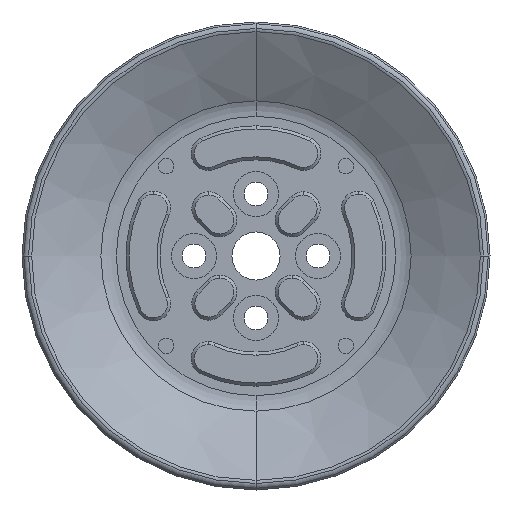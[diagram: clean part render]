
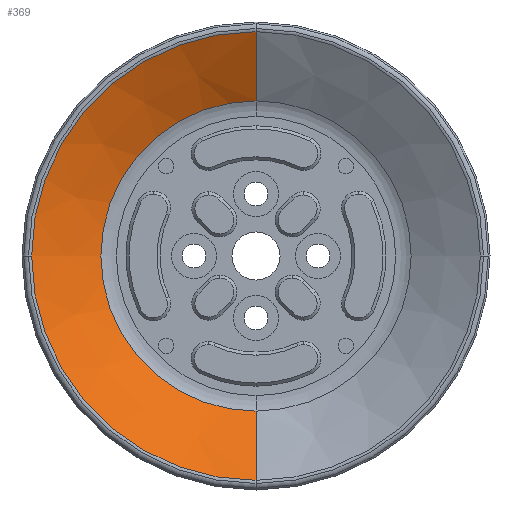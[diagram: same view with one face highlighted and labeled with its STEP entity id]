
A CAD part, front view. The second image highlights one B-rep face of the part: STEP entity #369.
In plain terms, the highlighted conical face has half-angle 60 degrees and reference radius 50.059 mm.
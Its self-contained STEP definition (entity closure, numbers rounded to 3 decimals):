
#369=ADVANCED_FACE('',(#895),#896,.F.);
#895=FACE_OUTER_BOUND('',#1609,.T.);
#896=CONICAL_SURFACE('',#1610,50.059,1.047);
#1609=EDGE_LOOP('',(#7352,#7353,#7354,#7355,#7356));
#1610=AXIS2_PLACEMENT_3D('',#7357,#7358,#7359);
#7352=ORIENTED_EDGE('',*,*,#8961,.T.);
#7353=ORIENTED_EDGE('',*,*,#8962,.T.);
#7354=ORIENTED_EDGE('',*,*,#8963,.F.);
#7355=ORIENTED_EDGE('',*,*,#8964,.F.);
#7356=ORIENTED_EDGE('',*,*,#8965,.F.);
#7357=CARTESIAN_POINT('',(0.0,-17.84,0.0));
#7358=DIRECTION('',(0.0,-1.0,-0.0));
#7359=DIRECTION('',(0.0,0.0,-1.0));
#8961=EDGE_CURVE('',#9944,#9945,#9946,.T.);
#8962=EDGE_CURVE('',#9945,#9947,#9948,.T.);
#8963=EDGE_CURVE('',#9949,#9947,#9950,.T.);
#8964=EDGE_CURVE('',#9548,#9949,#9951,.T.);
#8965=EDGE_CURVE('',#9944,#9548,#9952,.T.);
#9548=VERTEX_POINT('',#10674);
#9944=VERTEX_POINT('',#11726);
#9945=VERTEX_POINT('',#11727);
#9946=CIRCLE('',#11728,50.059);
#9947=VERTEX_POINT('',#11729);
#9948=LINE('',#11730,#11731);
#9949=VERTEX_POINT('',#11732);
#9950=CIRCLE('',#11733,72.389);
#9951=CIRCLE('',#11734,72.389);
#9952=LINE('',#11735,#11736);
#10674=CARTESIAN_POINT('',(0.0,-30.732,-72.389));
#11726=CARTESIAN_POINT('',(0.,-17.84,-50.059));
#11727=CARTESIAN_POINT('',(0.0,-17.84,50.059));
#11728=AXIS2_PLACEMENT_3D('',#14150,#14151,#14152);
#11729=CARTESIAN_POINT('',(0.0,-30.732,72.389));
#11730=CARTESIAN_POINT('',(0.,-17.84,50.059));
#11731=VECTOR('',#14153,1000.0);
#11732=CARTESIAN_POINT('',(-72.389,-30.732,0.0));
#11733=AXIS2_PLACEMENT_3D('',#14154,#14155,#14156);
#11734=AXIS2_PLACEMENT_3D('',#14157,#14158,#14159);
#11735=CARTESIAN_POINT('',(0.0,-17.84,-50.059));
#11736=VECTOR('',#14160,1000.0);
#14150=CARTESIAN_POINT('',(0.0,-17.84,0.0));
#14151=DIRECTION('',(0.0,1.0,0.0));
#14152=DIRECTION('',(0.0,0.0,1.0));
#14153=DIRECTION('',(0.,-0.5,0.866));
#14154=CARTESIAN_POINT('',(0.0,-30.732,0.0));
#14155=DIRECTION('',(0.0,1.0,0.0));
#14156=DIRECTION('',(0.0,0.0,1.0));
#14157=CARTESIAN_POINT('',(0.0,-30.732,0.0));
#14158=DIRECTION('',(0.0,1.0,0.0));
#14159=DIRECTION('',(0.0,0.0,1.0));
#14160=DIRECTION('',(0.0,-0.5,-0.866));
